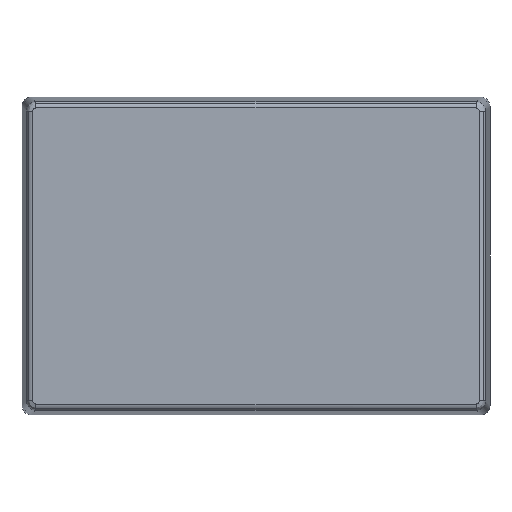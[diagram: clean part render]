
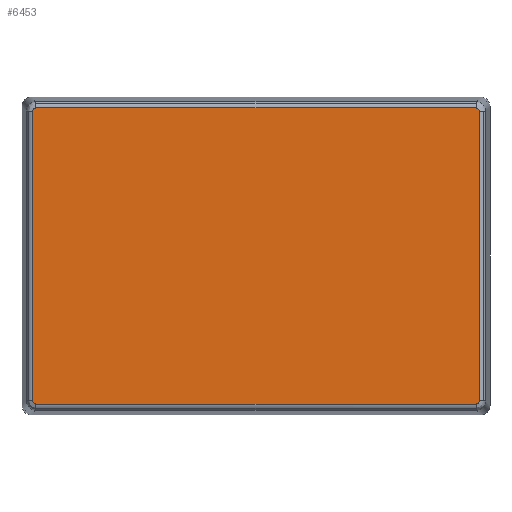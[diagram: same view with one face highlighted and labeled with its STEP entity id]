
A CAD part, front view. The second image highlights one B-rep face of the part: STEP entity #6453.
In plain terms, the highlighted face is planar.
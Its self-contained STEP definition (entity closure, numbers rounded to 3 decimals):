
#225 = CARTESIAN_POINT ( 'NONE',  ( 0., 0., -60.5 ) ) ;
#386 = EDGE_LOOP ( 'NONE', ( #11303, #12573, #5013, #8885, #7983, #808, #2595, #1918 ) ) ;
#686 = CARTESIAN_POINT ( 'NONE',  ( 105.39, 22.797, -60.5 ) ) ;
#707 = CARTESIAN_POINT ( 'NONE',  ( -34.63, 69.89, -60.5 ) ) ;
#728 = B_SPLINE_CURVE_WITH_KNOTS ( 'NONE', 3,
 ( #2035, #8251, #1223, #11353 ),
 .UNSPECIFIED., .F., .F.,
 ( 4, 4 ),
 ( 0., 1. ),
 .UNSPECIFIED. ) ;
#767 = CARTESIAN_POINT ( 'NONE',  ( 105.39, 68.391, -60.5 ) ) ;
#808 = ORIENTED_EDGE ( 'NONE', *, *, #8605, .F. ) ;
#1223 = CARTESIAN_POINT ( 'NONE',  ( -105.39, -22.797, -60.5 ) ) ;
#1243 = CARTESIAN_POINT ( 'NONE',  ( 105.39, -68.391, -60.5 ) ) ;
#1322 = EDGE_CURVE ( 'NONE', #5141, #7017, #3441, .T. ) ;
#1378 = CARTESIAN_POINT ( 'NONE',  ( -105.39, -68.391, -60.5 ) ) ;
#1385 = CARTESIAN_POINT ( 'NONE',  ( -34.63, -69.89, -60.5 ) ) ;
#1439 = CARTESIAN_POINT ( 'NONE',  ( -103.891, 69.89, -60.5 ) ) ;
#1585 = B_SPLINE_CURVE_WITH_KNOTS ( 'NONE', 3,
 ( #10854, #7656, #8676, #3538, #2370, #1243 ),
 .UNSPECIFIED., .F., .F.,
 ( 4, 1, 1, 4 ),
 ( 0., 0.286, 0.571, 1. ),
 .UNSPECIFIED. ) ;
#1918 = ORIENTED_EDGE ( 'NONE', *, *, #9949, .F. ) ;
#2035 = CARTESIAN_POINT ( 'NONE',  ( -105.39, 68.391, -60.5 ) ) ;
#2048 = B_SPLINE_CURVE_WITH_KNOTS ( 'NONE', 3,
 ( #1378, #3400, #4495, #11871, #6468, #7510 ),
 .UNSPECIFIED., .F., .F.,
 ( 4, 1, 1, 4 ),
 ( 0., 0.429, 0.714, 1. ),
 .UNSPECIFIED. ) ;
#2349 = CARTESIAN_POINT ( 'NONE',  ( 105.193, 69.286, -60.5 ) ) ;
#2370 = CARTESIAN_POINT ( 'NONE',  ( 105.39, -68.727, -60.5 ) ) ;
#2595 = ORIENTED_EDGE ( 'NONE', *, *, #1322, .F. ) ;
#2655 = VERTEX_POINT ( 'NONE', #13298 ) ;
#2697 = CARTESIAN_POINT ( 'NONE',  ( -103.891, 69.89, -60.5 ) ) ;
#2741 = CARTESIAN_POINT ( 'NONE',  ( -105.39, 68.391, -60.5 ) ) ;
#3400 = CARTESIAN_POINT ( 'NONE',  ( -105.39, -68.727, -60.5 ) ) ;
#3441 = B_SPLINE_CURVE_WITH_KNOTS ( 'NONE', 3,
 ( #3497, #1385, #13079, #7621 ),
 .UNSPECIFIED., .F., .F.,
 ( 4, 4 ),
 ( 0., 1. ),
 .UNSPECIFIED. ) ;
#3497 = CARTESIAN_POINT ( 'NONE',  ( -103.891, -69.89, -60.5 ) ) ;
#3538 = CARTESIAN_POINT ( 'NONE',  ( 105.193, -69.286, -60.5 ) ) ;
#3609 = AXIS2_PLACEMENT_3D ( 'NONE', #225, #7553, #9726 ) ;
#4222 = CARTESIAN_POINT ( 'NONE',  ( -103.891, -69.89, -60.5 ) ) ;
#4436 = CARTESIAN_POINT ( 'NONE',  ( 105.39, -68.391, -60.5 ) ) ;
#4495 = CARTESIAN_POINT ( 'NONE',  ( -105.193, -69.286, -60.5 ) ) ;
#4932 = VERTEX_POINT ( 'NONE', #1439 ) ;
#4979 = B_SPLINE_CURVE_WITH_KNOTS ( 'NONE', 3,
 ( #2697, #11864, #11175, #7605, #10061, #2741 ),
 .UNSPECIFIED., .F., .F.,
 ( 4, 1, 1, 4 ),
 ( 0., 0.286, 0.571, 1. ),
 .UNSPECIFIED. ) ;
#5013 = ORIENTED_EDGE ( 'NONE', *, *, #13562, .F. ) ;
#5141 = VERTEX_POINT ( 'NONE', #4222 ) ;
#5384 = B_SPLINE_CURVE_WITH_KNOTS ( 'NONE', 3,
 ( #12404, #9145, #686, #767 ),
 .UNSPECIFIED., .F., .F.,
 ( 4, 4 ),
 ( 0., 1. ),
 .UNSPECIFIED. ) ;
#5725 = CARTESIAN_POINT ( 'NONE',  ( 105.39, 68.391, -60.5 ) ) ;
#6107 = CARTESIAN_POINT ( 'NONE',  ( 34.63, 69.89, -60.5 ) ) ;
#6453 = ADVANCED_FACE ( 'NONE', ( #9184 ), #12879, .F. ) ;
#6468 = CARTESIAN_POINT ( 'NONE',  ( -104.115, -69.89, -60.5 ) ) ;
#6546 = VERTEX_POINT ( 'NONE', #9921 ) ;
#6553 = VERTEX_POINT ( 'NONE', #9077 ) ;
#6660 = EDGE_CURVE ( 'NONE', #6546, #2655, #728, .T. ) ;
#6721 = CARTESIAN_POINT ( 'NONE',  ( 105.39, 68.391, -60.5 ) ) ;
#7017 = VERTEX_POINT ( 'NONE', #13406 ) ;
#7091 = EDGE_CURVE ( 'NONE', #12716, #10570, #5384, .T. ) ;
#7510 = CARTESIAN_POINT ( 'NONE',  ( -103.891, -69.89, -60.5 ) ) ;
#7553 = DIRECTION ( 'NONE',  ( 0., 0., 1. ) ) ;
#7605 = CARTESIAN_POINT ( 'NONE',  ( -105.193, 69.286, -60.5 ) ) ;
#7621 = CARTESIAN_POINT ( 'NONE',  ( 103.891, -69.89, -60.5 ) ) ;
#7656 = CARTESIAN_POINT ( 'NONE',  ( 104.115, -69.89, -60.5 ) ) ;
#7983 = ORIENTED_EDGE ( 'NONE', *, *, #7091, .F. ) ;
#8165 = CARTESIAN_POINT ( 'NONE',  ( 103.891, 69.89, -60.5 ) ) ;
#8251 = CARTESIAN_POINT ( 'NONE',  ( -105.39, 22.797, -60.5 ) ) ;
#8605 = EDGE_CURVE ( 'NONE', #7017, #12716, #1585, .T. ) ;
#8676 = CARTESIAN_POINT ( 'NONE',  ( 104.563, -69.787, -60.5 ) ) ;
#8747 = CARTESIAN_POINT ( 'NONE',  ( 103.891, 69.89, -60.5 ) ) ;
#8885 = ORIENTED_EDGE ( 'NONE', *, *, #9007, .F. ) ;
#9007 = EDGE_CURVE ( 'NONE', #10570, #6553, #13060, .T. ) ;
#9077 = CARTESIAN_POINT ( 'NONE',  ( 103.891, 69.89, -60.5 ) ) ;
#9145 = CARTESIAN_POINT ( 'NONE',  ( 105.39, -22.797, -60.5 ) ) ;
#9184 = FACE_OUTER_BOUND ( 'NONE', #386, .T. ) ;
#9712 = CARTESIAN_POINT ( 'NONE',  ( 104.115, 69.89, -60.5 ) ) ;
#9726 = DIRECTION ( 'NONE',  ( 1., 0., 0. ) ) ;
#9921 = CARTESIAN_POINT ( 'NONE',  ( -105.39, 68.391, -60.5 ) ) ;
#9949 = EDGE_CURVE ( 'NONE', #2655, #5141, #2048, .T. ) ;
#10061 = CARTESIAN_POINT ( 'NONE',  ( -105.39, 68.727, -60.5 ) ) ;
#10570 = VERTEX_POINT ( 'NONE', #5725 ) ;
#10783 = CARTESIAN_POINT ( 'NONE',  ( 104.563, 69.787, -60.5 ) ) ;
#10854 = CARTESIAN_POINT ( 'NONE',  ( 103.891, -69.89, -60.5 ) ) ;
#11175 = CARTESIAN_POINT ( 'NONE',  ( -104.563, 69.787, -60.5 ) ) ;
#11303 = ORIENTED_EDGE ( 'NONE', *, *, #6660, .F. ) ;
#11353 = CARTESIAN_POINT ( 'NONE',  ( -105.39, -68.391, -60.5 ) ) ;
#11864 = CARTESIAN_POINT ( 'NONE',  ( -104.115, 69.89, -60.5 ) ) ;
#11871 = CARTESIAN_POINT ( 'NONE',  ( -104.563, -69.787, -60.5 ) ) ;
#12047 = CARTESIAN_POINT ( 'NONE',  ( 105.39, 68.727, -60.5 ) ) ;
#12190 = B_SPLINE_CURVE_WITH_KNOTS ( 'NONE', 3,
 ( #8165, #6107, #707, #13430 ),
 .UNSPECIFIED., .F., .F.,
 ( 4, 4 ),
 ( 0., 1. ),
 .UNSPECIFIED. ) ;
#12404 = CARTESIAN_POINT ( 'NONE',  ( 105.39, -68.391, -60.5 ) ) ;
#12573 = ORIENTED_EDGE ( 'NONE', *, *, #12779, .F. ) ;
#12716 = VERTEX_POINT ( 'NONE', #4436 ) ;
#12779 = EDGE_CURVE ( 'NONE', #4932, #6546, #4979, .T. ) ;
#12879 = PLANE ( 'NONE',  #3609 ) ;
#13060 = B_SPLINE_CURVE_WITH_KNOTS ( 'NONE', 3,
 ( #6721, #12047, #2349, #10783, #9712, #8747 ),
 .UNSPECIFIED., .F., .F.,
 ( 4, 1, 1, 4 ),
 ( 0., 0.429, 0.714, 1. ),
 .UNSPECIFIED. ) ;
#13079 = CARTESIAN_POINT ( 'NONE',  ( 34.63, -69.89, -60.5 ) ) ;
#13298 = CARTESIAN_POINT ( 'NONE',  ( -105.39, -68.391, -60.5 ) ) ;
#13406 = CARTESIAN_POINT ( 'NONE',  ( 103.891, -69.89, -60.5 ) ) ;
#13430 = CARTESIAN_POINT ( 'NONE',  ( -103.891, 69.89, -60.5 ) ) ;
#13562 = EDGE_CURVE ( 'NONE', #6553, #4932, #12190, .T. ) ;
